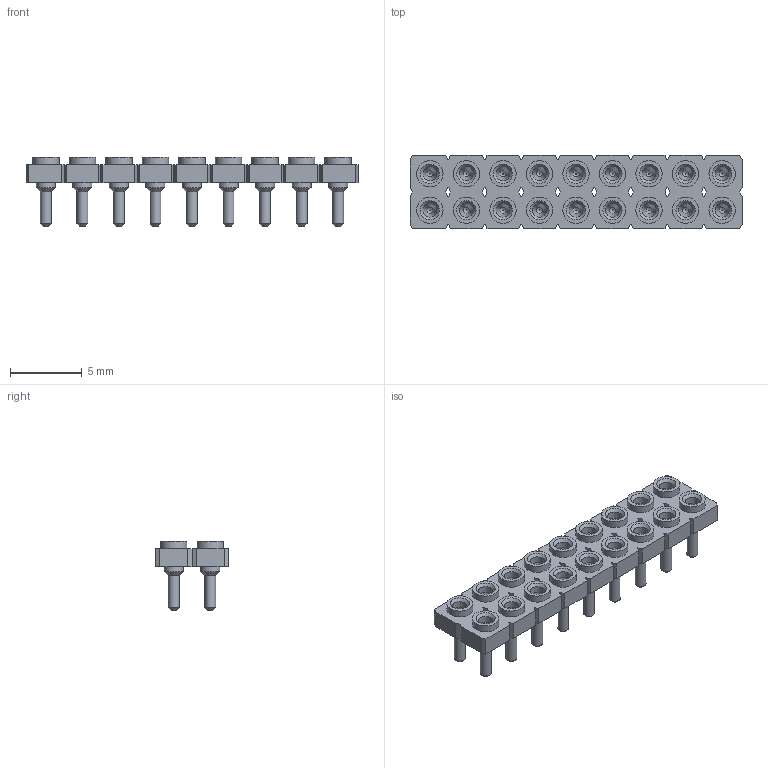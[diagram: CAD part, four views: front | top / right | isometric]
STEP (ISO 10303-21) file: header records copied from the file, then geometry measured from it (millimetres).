
FILE_DESCRIPTION(('STEP AP214'), '1');
FILE_NAME('SL-105-TT-12', '2017-07-15T12:48:35', ('Nobody'), (''), 'ASCON STEP Converter 1.3', 'ASCON Math Kernel', '');
FILE_SCHEMA(('AUTOMOTIVE_DESIGN { 1 0 10303 214 3 1 1}'));
Length unit declared in the file: millimetre
Assembly tree (18 placements, depth 2):
  (unnamed)
    (unnamed)  x18
Bounding box: 23.09 x 5.08 x 4.83 mm (x, y, z)
Volume: 173.6 mm3; surface area: 922.7 mm2
Topology: 19 solids, 19 shells, 506 faces, 1026 edges, 630 vertices
Faces by surface type: plane 204, cylinder 176, cone 126
Full cylindrical faces by diameter (mm): 0.55 x18, 0.76 x18, 1 x36, 1.32 x54, 1.83 x18
Entity records: 7135 total; most frequent: CARTESIAN_POINT 925, DIRECTION 922, ORIENTED_EDGE 866, EDGE_CURVE 433, LINE 314, VECTOR 314, VERTEX_POINT 307, AXIS2_PLACEMENT_3D 304
